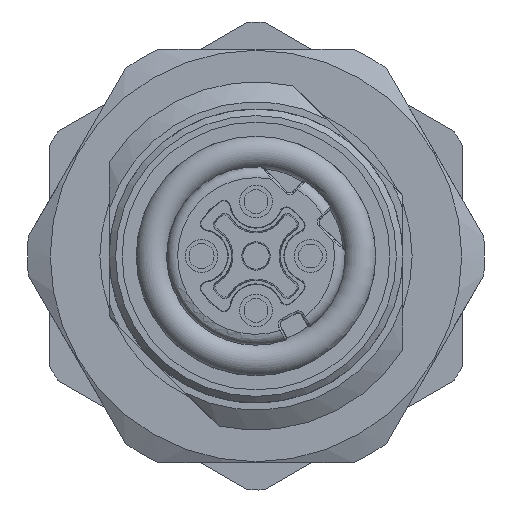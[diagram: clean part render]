
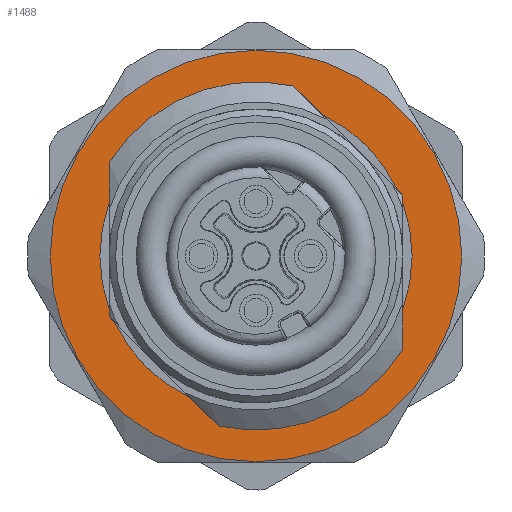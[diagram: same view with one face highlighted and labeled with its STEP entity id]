
A CAD part, front view. The second image highlights one B-rep face of the part: STEP entity #1488.
In plain terms, the highlighted planar face has unit normal (0, -1, 0).
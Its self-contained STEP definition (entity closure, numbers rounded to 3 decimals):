
#253=FACE_BOUND('',#3527,.T.);
#254=FACE_BOUND('',#3528,.T.);
#700=PLANE('',#16530);
#1488=ADVANCED_FACE('',(#253,#254),#700,.T.);
#3527=EDGE_LOOP('',(#8463));
#3528=EDGE_LOOP('',(#8464,#8465,#8466,#8467,#8468,#8469,#8470,#8471,#8472,
#8473,#8474,#8475,#8476,#8477));
#4461=CIRCLE('',#16476,9.45);
#4474=CIRCLE('',#16502,7.172);
#4477=CIRCLE('',#16508,7.172);
#4479=CIRCLE('',#16511,8.);
#4482=CIRCLE('',#16517,7.172);
#4487=CIRCLE('',#16527,8.);
#4488=CIRCLE('',#16529,7.172);
#8463=ORIENTED_EDGE('',*,*,#12343,.F.);
#8464=ORIENTED_EDGE('',*,*,#12381,.F.);
#8465=ORIENTED_EDGE('',*,*,#12420,.T.);
#8466=ORIENTED_EDGE('',*,*,#12417,.T.);
#8467=ORIENTED_EDGE('',*,*,#12421,.T.);
#8468=ORIENTED_EDGE('',*,*,#12422,.F.);
#8469=ORIENTED_EDGE('',*,*,#12423,.T.);
#8470=ORIENTED_EDGE('',*,*,#12424,.T.);
#8471=ORIENTED_EDGE('',*,*,#12403,.F.);
#8472=ORIENTED_EDGE('',*,*,#12425,.T.);
#8473=ORIENTED_EDGE('',*,*,#12393,.T.);
#8474=ORIENTED_EDGE('',*,*,#12426,.F.);
#8475=ORIENTED_EDGE('',*,*,#12389,.F.);
#8476=ORIENTED_EDGE('',*,*,#12427,.F.);
#8477=ORIENTED_EDGE('',*,*,#12428,.T.);
#10245=VERTEX_POINT('',#27330);
#10270=VERTEX_POINT('',#27435);
#10272=VERTEX_POINT('',#27438);
#10277=VERTEX_POINT('',#27460);
#10278=VERTEX_POINT('',#27461);
#10281=VERTEX_POINT('',#27469);
#10282=VERTEX_POINT('',#27470);
#10287=VERTEX_POINT('',#27493);
#10289=VERTEX_POINT('',#27496);
#10298=VERTEX_POINT('',#27536);
#10299=VERTEX_POINT('',#27537);
#10300=VERTEX_POINT('',#27543);
#10301=VERTEX_POINT('',#27545);
#10302=VERTEX_POINT('',#27547);
#10303=VERTEX_POINT('',#27552);
#12343=EDGE_CURVE('',#10245,#10245,#4461,.T.);
#12381=EDGE_CURVE('',#10270,#10272,#4474,.T.);
#12389=EDGE_CURVE('',#10277,#10278,#4477,.T.);
#12393=EDGE_CURVE('',#10281,#10282,#4479,.T.);
#12403=EDGE_CURVE('',#10287,#10289,#4482,.T.);
#12417=EDGE_CURVE('',#10298,#10299,#4487,.T.);
#12420=EDGE_CURVE('',#10270,#10298,#13827,.T.);
#12421=EDGE_CURVE('',#10299,#10300,#13828,.T.);
#12422=EDGE_CURVE('',#10301,#10300,#4488,.T.);
#12423=EDGE_CURVE('',#10301,#10302,#13829,.T.);
#12424=EDGE_CURVE('',#10302,#10289,#13830,.T.);
#12425=EDGE_CURVE('',#10287,#10281,#13831,.T.);
#12426=EDGE_CURVE('',#10278,#10282,#13832,.T.);
#12427=EDGE_CURVE('',#10303,#10277,#13833,.T.);
#12428=EDGE_CURVE('',#10303,#10272,#13834,.T.);
#13827=LINE('',#27541,#15077);
#13828=LINE('',#27542,#15078);
#13829=LINE('',#27546,#15079);
#13830=LINE('',#27548,#15080);
#13831=LINE('',#27549,#15081);
#13832=LINE('',#27550,#15082);
#13833=LINE('',#27551,#15083);
#13834=LINE('',#27553,#15084);
#15077=VECTOR('',#20610,1.);
#15078=VECTOR('',#20611,1.);
#15079=VECTOR('',#20614,1.);
#15080=VECTOR('',#20615,1.);
#15081=VECTOR('',#20616,1.);
#15082=VECTOR('',#20617,1.);
#15083=VECTOR('',#20618,1.);
#15084=VECTOR('',#20619,1.);
#16476=AXIS2_PLACEMENT_3D('',#27329,#20468,#20469);
#16502=AXIS2_PLACEMENT_3D('',#27437,#20539,#20540);
#16508=AXIS2_PLACEMENT_3D('',#27459,#20554,#20555);
#16511=AXIS2_PLACEMENT_3D('',#27468,#20562,#20563);
#16517=AXIS2_PLACEMENT_3D('',#27495,#20579,#20580);
#16527=AXIS2_PLACEMENT_3D('',#27535,#20604,#20605);
#16529=AXIS2_PLACEMENT_3D('',#27544,#20612,#20613);
#16530=AXIS2_PLACEMENT_3D('',#27554,#20620,#20621);
#20468=DIRECTION('',(0.,1.,0.));
#20469=DIRECTION('',(0.,0.,1.));
#20539=DIRECTION('',(0.,-1.,0.));
#20540=DIRECTION('',(0.,0.,-1.));
#20554=DIRECTION('',(0.,-1.,0.));
#20555=DIRECTION('',(0.,0.,-1.));
#20562=DIRECTION('',(0.,1.,0.));
#20563=DIRECTION('',(0.,0.,-1.));
#20579=DIRECTION('',(0.,-1.,0.));
#20580=DIRECTION('',(0.,0.,-1.));
#20604=DIRECTION('',(0.,1.,0.));
#20605=DIRECTION('',(0.,0.,-1.));
#20610=DIRECTION('',(0.,0.,-1.));
#20611=DIRECTION('',(-0.707,0.,0.707));
#20612=DIRECTION('',(0.,-1.,0.));
#20613=DIRECTION('',(0.,0.,-1.));
#20614=DIRECTION('',(-0.707,0.,0.707));
#20615=DIRECTION('',(0.,0.,1.));
#20616=DIRECTION('',(0.,0.,1.));
#20617=DIRECTION('',(-0.707,0.,0.707));
#20618=DIRECTION('',(-0.707,0.,0.707));
#20619=DIRECTION('',(0.,0.,-1.));
#20620=DIRECTION('',(0.,-1.,0.));
#20621=DIRECTION('',(0.,0.,-1.));
#27329=CARTESIAN_POINT('',(50.,-3.628,42.672));
#27330=CARTESIAN_POINT('',(50.,-3.628,52.122));
#27435=CARTESIAN_POINT('',(56.75,-3.628,40.249));
#27437=CARTESIAN_POINT('',(50.,-3.628,42.672));
#27438=CARTESIAN_POINT('',(56.75,-3.628,45.096));
#27459=CARTESIAN_POINT('',(50.,-3.628,42.672));
#27460=CARTESIAN_POINT('',(56.487,-3.628,45.732));
#27461=CARTESIAN_POINT('',(53.059,-3.628,49.159));
#27468=CARTESIAN_POINT('',(50.,-3.628,42.672));
#27469=CARTESIAN_POINT('',(43.25,-3.628,46.966));
#27470=CARTESIAN_POINT('',(51.737,-3.628,50.482));
#27493=CARTESIAN_POINT('',(43.25,-3.628,45.096));
#27495=CARTESIAN_POINT('',(50.,-3.628,42.672));
#27496=CARTESIAN_POINT('',(43.25,-3.628,40.249));
#27535=CARTESIAN_POINT('',(50.,-3.628,42.672));
#27536=CARTESIAN_POINT('',(56.75,-3.628,38.379));
#27537=CARTESIAN_POINT('',(48.263,-3.628,34.863));
#27541=CARTESIAN_POINT('',(56.75,-3.628,42.672));
#27542=CARTESIAN_POINT('',(45.227,-3.628,37.9));
#27543=CARTESIAN_POINT('',(46.941,-3.628,36.186));
#27544=CARTESIAN_POINT('',(50.,-3.628,42.672));
#27545=CARTESIAN_POINT('',(43.513,-3.628,39.613));
#27546=CARTESIAN_POINT('',(45.227,-3.628,37.9));
#27547=CARTESIAN_POINT('',(43.25,-3.628,39.877));
#27548=CARTESIAN_POINT('',(43.25,-3.628,42.672));
#27549=CARTESIAN_POINT('',(43.25,-3.628,42.672));
#27550=CARTESIAN_POINT('',(54.773,-3.628,47.445));
#27551=CARTESIAN_POINT('',(54.773,-3.628,47.445));
#27552=CARTESIAN_POINT('',(56.75,-3.628,45.468));
#27553=CARTESIAN_POINT('',(56.75,-3.628,42.672));
#27554=CARTESIAN_POINT('',(50.,-3.628,42.672));
